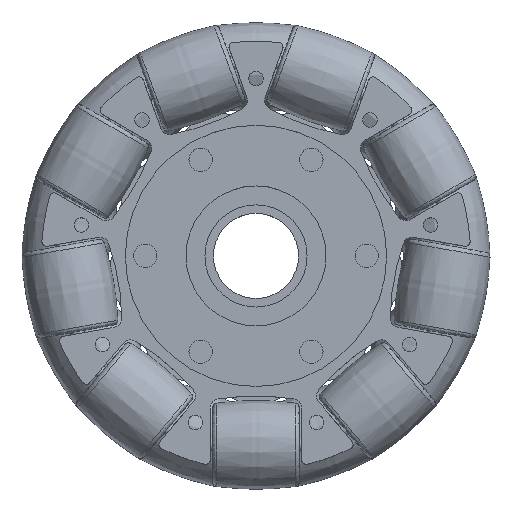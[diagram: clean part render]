
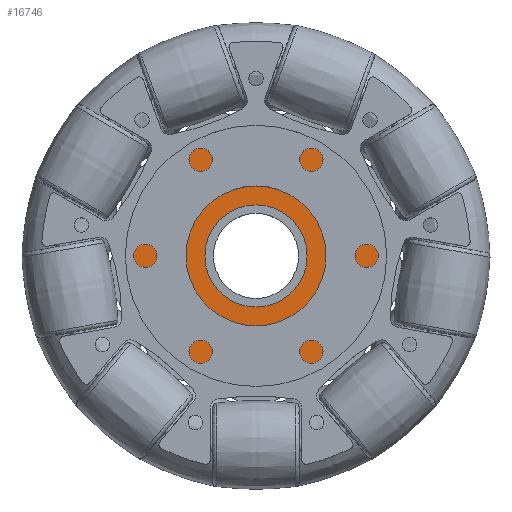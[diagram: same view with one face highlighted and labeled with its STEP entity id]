
A CAD part, top view. The second image highlights one B-rep face of the part: STEP entity #16746.
In plain terms, the highlighted face is planar.
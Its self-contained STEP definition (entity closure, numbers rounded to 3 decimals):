
#16585=CARTESIAN_POINT('',(0.,0.,0.));
#16586=DIRECTION('',(0.,0.,1.));
#16587=DIRECTION('',(1.,0.,0.));
#16588=AXIS2_PLACEMENT_3D('',#16585,#16586,#16587);
#16590=CARTESIAN_POINT('',(0.,0.,0.));
#16591=DIRECTION('',(0.,0.,1.));
#16592=DIRECTION('',(-1.,0.,0.));
#16593=AXIS2_PLACEMENT_3D('',#16590,#16591,#16592);
#16595=CARTESIAN_POINT('',(0.,0.,0.));
#16596=DIRECTION('',(0.,0.,-1.));
#16597=DIRECTION('',(-1.,0.,0.));
#16598=AXIS2_PLACEMENT_3D('',#16595,#16596,#16597);
#16600=CARTESIAN_POINT('',(0.,0.,0.));
#16601=DIRECTION('',(0.,0.,-1.));
#16602=DIRECTION('',(1.,0.,0.));
#16603=AXIS2_PLACEMENT_3D('',#16600,#16601,#16602);
#16697=CARTESIAN_POINT('',(28.,0.,0.));
#16698=CARTESIAN_POINT('',(-28.,0.,0.));
#16699=VERTEX_POINT('',#16697);
#16700=VERTEX_POINT('',#16698);
#16721=CARTESIAN_POINT('',(-10.95,0.,0.));
#16722=CARTESIAN_POINT('',(10.95,0.,0.));
#16723=VERTEX_POINT('',#16721);
#16724=VERTEX_POINT('',#16722);
#16729=CARTESIAN_POINT('',(0.,0.,0.));
#16730=DIRECTION('',(0.,0.,1.));
#16731=DIRECTION('',(1.,0.,0.));
#16732=AXIS2_PLACEMENT_3D('',#16729,#16730,#16731);
#16733=PLANE('',#16732);
#16735=ORIENTED_EDGE('',*,*,#16734,.T.);
#16737=ORIENTED_EDGE('',*,*,#16736,.T.);
#16738=EDGE_LOOP('',(#16735,#16737));
#16739=FACE_OUTER_BOUND('',#16738,.F.);
#16741=ORIENTED_EDGE('',*,*,#16740,.T.);
#16743=ORIENTED_EDGE('',*,*,#16742,.T.);
#16744=EDGE_LOOP('',(#16741,#16743));
#16745=FACE_BOUND('',#16744,.F.);
#16589=CIRCLE('',#16588,28.);
#16594=CIRCLE('',#16593,28.);
#16599=CIRCLE('',#16598,10.95);
#16604=CIRCLE('',#16603,10.95);
#16734=EDGE_CURVE('',#16699,#16700,#16589,.T.);
#16736=EDGE_CURVE('',#16700,#16699,#16594,.T.);
#16740=EDGE_CURVE('',#16723,#16724,#16599,.T.);
#16742=EDGE_CURVE('',#16724,#16723,#16604,.T.);
#16746=ADVANCED_FACE('',(#16739,#16745),#16733,.F.);
